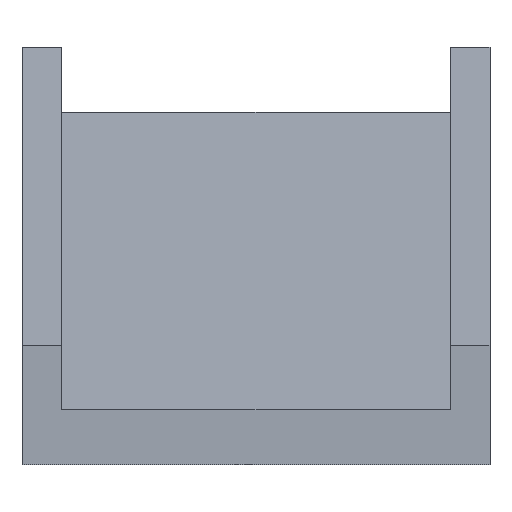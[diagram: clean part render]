
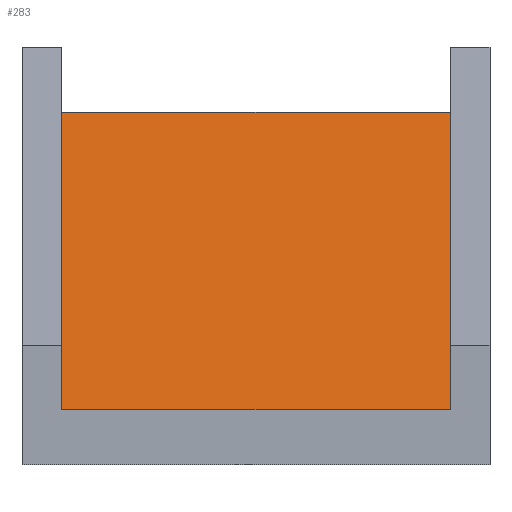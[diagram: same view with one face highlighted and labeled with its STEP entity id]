
A CAD part, top view. The second image highlights one B-rep face of the part: STEP entity #283.
In plain terms, the highlighted planar face has unit normal (0, 0.894, 0.447).
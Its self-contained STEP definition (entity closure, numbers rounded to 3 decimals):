
#17=FACE_OUTER_BOUND('',#32,.T.);
#32=EDGE_LOOP('',(#200,#201,#202,#203));
#52=LINE('',#413,#91);
#56=LINE('',#422,#95);
#57=LINE('',#424,#96);
#58=LINE('',#425,#97);
#91=VECTOR('',#336,10.);
#95=VECTOR('',#344,10.);
#96=VECTOR('',#345,10.);
#97=VECTOR('',#346,10.);
#124=VERTEX_POINT('',#399);
#130=VERTEX_POINT('',#411);
#133=VERTEX_POINT('',#421);
#134=VERTEX_POINT('',#423);
#156=EDGE_CURVE('',#124,#130,#52,.T.);
#160=EDGE_CURVE('',#130,#133,#56,.F.);
#161=EDGE_CURVE('',#134,#133,#57,.T.);
#162=EDGE_CURVE('',#134,#124,#58,.F.);
#200=ORIENTED_EDGE('',*,*,#156,.T.);
#201=ORIENTED_EDGE('',*,*,#160,.T.);
#202=ORIENTED_EDGE('',*,*,#161,.F.);
#203=ORIENTED_EDGE('',*,*,#162,.T.);
#268=PLANE('',#312);
#283=ADVANCED_FACE('',(#17),#268,.F.);
#312=AXIS2_PLACEMENT_3D('',#420,#342,#343);
#336=DIRECTION('',(-1.,0.,0.));
#342=DIRECTION('center_axis',(0.,-0.894,-0.447));
#343=DIRECTION('ref_axis',(0.,0.447,-0.894));
#344=DIRECTION('',(0.,0.447,-0.894));
#345=DIRECTION('',(-1.,0.,0.));
#346=DIRECTION('',(0.,-0.447,0.894));
#399=CARTESIAN_POINT('',(21.5,18.367,0.086));
#411=CARTESIAN_POINT('',(2.,18.367,0.086));
#413=CARTESIAN_POINT('',(17.625,18.367,0.086));
#420=CARTESIAN_POINT('Origin',(11.75,11.06,14.699));
#421=CARTESIAN_POINT('',(2.,3.381,30.058));
#422=CARTESIAN_POINT('',(2.,7.08,22.659));
#423=CARTESIAN_POINT('',(21.5,3.381,30.058));
#424=CARTESIAN_POINT('',(5.875,3.381,30.058));
#425=CARTESIAN_POINT('',(21.5,15.04,6.739));
